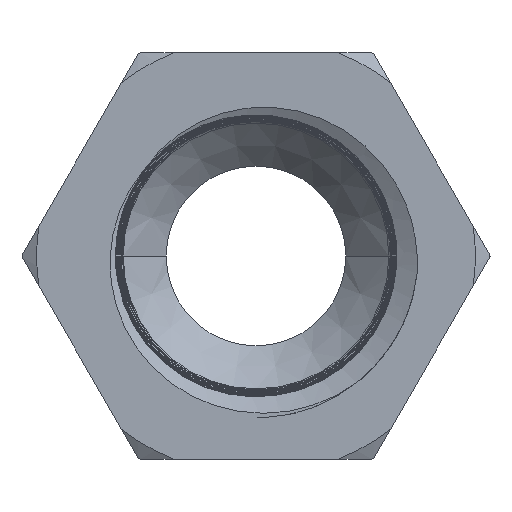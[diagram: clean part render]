
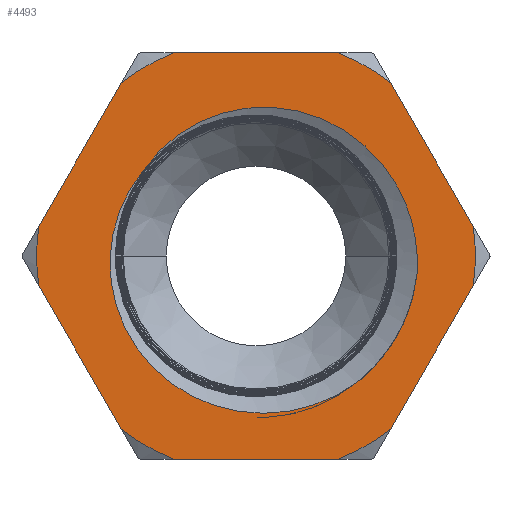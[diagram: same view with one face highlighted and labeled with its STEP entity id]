
A CAD part, left-side view. The second image highlights one B-rep face of the part: STEP entity #4493.
In plain terms, the highlighted planar face has unit normal (-1, 0, 0).
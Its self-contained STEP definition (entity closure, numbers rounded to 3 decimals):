
#121=DIRECTION('',(0.,-0.5,0.866));
#122=VECTOR('',#121,10.973);
#123=CARTESIAN_POINT('',(0.,14.391,1.974));
#124=LINE('',#123,#122);
#125=CARTESIAN_POINT('',(0.,0.,0.));
#126=DIRECTION('',(-1.,0.,0.));
#127=DIRECTION('',(0.,0.378,0.926));
#128=AXIS2_PLACEMENT_3D('',#125,#126,#127);
#130=DIRECTION('',(0.,-1.,0.));
#131=VECTOR('',#130,10.973);
#132=CARTESIAN_POINT('',(0.,5.487,13.45));
#133=LINE('',#132,#131);
#134=CARTESIAN_POINT('',(0.,0.,0.));
#135=DIRECTION('',(-1.,0.,0.));
#136=DIRECTION('',(0.,-0.613,0.79));
#137=AXIS2_PLACEMENT_3D('',#134,#135,#136);
#139=DIRECTION('',(0.,-0.5,-0.866));
#140=VECTOR('',#139,10.973);
#141=CARTESIAN_POINT('',(0.,-8.905,11.476));
#142=LINE('',#141,#140);
#143=DIRECTION('',(0.,0.5,-0.866));
#144=VECTOR('',#143,10.973);
#145=CARTESIAN_POINT('',(0.,-14.391,-1.974));
#146=LINE('',#145,#144);
#147=CARTESIAN_POINT('',(0.,0.,0.));
#148=DIRECTION('',(-1.,0.,0.));
#149=DIRECTION('',(0.,-0.378,-0.926));
#150=AXIS2_PLACEMENT_3D('',#147,#148,#149);
#152=DIRECTION('',(0.,1.,0.));
#153=VECTOR('',#152,10.973);
#154=CARTESIAN_POINT('',(0.,-5.487,-13.45));
#155=LINE('',#154,#153);
#156=CARTESIAN_POINT('',(0.,0.,0.));
#157=DIRECTION('',(-1.,0.,0.));
#158=DIRECTION('',(0.,0.613,-0.79));
#159=AXIS2_PLACEMENT_3D('',#156,#157,#158);
#161=DIRECTION('',(0.,0.5,0.866));
#162=VECTOR('',#161,10.973);
#163=CARTESIAN_POINT('',(0.,8.905,-11.476));
#164=LINE('',#163,#162);
#165=CARTESIAN_POINT('',(0.,7.401,5.732));
#166=CARTESIAN_POINT('',(0.,7.129,6.128));
#167=CARTESIAN_POINT('',(0.,6.53,6.872));
#168=CARTESIAN_POINT('',(0.,5.446,7.859));
#169=CARTESIAN_POINT('',(0.,4.224,8.668));
#170=CARTESIAN_POINT('',(0.,2.884,9.286));
#171=CARTESIAN_POINT('',(0.,1.451,9.697));
#172=CARTESIAN_POINT('',(0.,-0.027,9.885));
#173=CARTESIAN_POINT('',(0.,-1.533,9.847));
#174=CARTESIAN_POINT('',(0.,-3.024,9.58));
#175=CARTESIAN_POINT('',(0.,-4.464,9.09));
#176=CARTESIAN_POINT('',(0.,-5.827,8.38));
#177=CARTESIAN_POINT('',(0.,-7.07,7.471));
#178=CARTESIAN_POINT('',(0.,-8.156,6.394));
#179=CARTESIAN_POINT('',(0.,-9.034,5.218));
#180=CARTESIAN_POINT('',(0.,-9.674,4.064));
#181=CARTESIAN_POINT('',(0.,-10.119,2.976));
#182=CARTESIAN_POINT('',(0.,-10.422,1.931));
#183=CARTESIAN_POINT('',(0.,-10.612,0.911));
#184=CARTESIAN_POINT('',(0.,-10.702,-0.124));
#185=CARTESIAN_POINT('',(0.,-10.694,-0.821));
#186=CARTESIAN_POINT('',(0.,-10.673,-1.171));
#188=CARTESIAN_POINT('',(0.,0.,0.));
#189=DIRECTION('',(-1.,0.,0.));
#190=DIRECTION('',(0.,0.791,0.612));
#191=AXIS2_PLACEMENT_3D('',#188,#189,#190);
#193=CARTESIAN_POINT('',(0.,-6.751,-8.34));
#194=CARTESIAN_POINT('',(0.,-6.294,-8.678));
#195=CARTESIAN_POINT('',(0.,-5.344,-9.269));
#196=CARTESIAN_POINT('',(0.,-3.803,-9.921));
#197=CARTESIAN_POINT('',(0.,-2.175,-10.322));
#198=CARTESIAN_POINT('',(0.,-0.531,-10.46));
#199=CARTESIAN_POINT('',(0.,1.125,-10.337));
#200=CARTESIAN_POINT('',(0.,2.717,-9.958));
#201=CARTESIAN_POINT('',(0.,4.228,-9.334));
#202=CARTESIAN_POINT('',(0.,5.616,-8.479));
#203=CARTESIAN_POINT('',(0.,6.833,-7.43));
#204=CARTESIAN_POINT('',(0.,7.873,-6.194));
#205=CARTESIAN_POINT('',(0.,8.689,-4.831));
#206=CARTESIAN_POINT('',(0.,9.279,-3.351));
#207=CARTESIAN_POINT('',(0.,9.619,-1.81));
#208=CARTESIAN_POINT('',(0.,9.709,-0.246));
#209=CARTESIAN_POINT('',(0.,9.545,1.311));
#210=CARTESIAN_POINT('',(0.,9.139,2.8));
#211=CARTESIAN_POINT('',(0.,8.494,4.21));
#212=CARTESIAN_POINT('',(0.,7.929,5.051));
#213=CARTESIAN_POINT('',(0.,7.611,5.45));
#215=CARTESIAN_POINT('',(0.,-10.673,-1.171));
#216=CARTESIAN_POINT('',(0.,-10.62,-1.653));
#217=CARTESIAN_POINT('',(0.,-10.45,-2.593));
#218=CARTESIAN_POINT('',(0.,-10.02,-3.937));
#219=CARTESIAN_POINT('',(0.,-9.425,-5.198));
#220=CARTESIAN_POINT('',(0.,-8.679,-6.364));
#221=CARTESIAN_POINT('',(0.,-7.792,-7.422));
#222=CARTESIAN_POINT('',(0.,-7.113,-8.048));
#223=CARTESIAN_POINT('',(0.,-6.751,-8.34));
#239=CARTESIAN_POINT('',(0.,0.,0.));
#240=DIRECTION('',(-1.,0.,0.));
#241=DIRECTION('',(0.,0.991,0.136));
#242=AXIS2_PLACEMENT_3D('',#239,#240,#241);
#265=CARTESIAN_POINT('',(0.,0.,0.));
#266=DIRECTION('',(-1.,0.,0.));
#267=DIRECTION('',(0.,-0.991,-0.136));
#268=AXIS2_PLACEMENT_3D('',#265,#266,#267);
#4226=CARTESIAN_POINT('',(0.,8.905,-11.476));
#4227=CARTESIAN_POINT('',(0.,5.487,-13.45));
#4228=VERTEX_POINT('',#4226);
#4229=VERTEX_POINT('',#4227);
#4230=CARTESIAN_POINT('',(0.,-5.487,-13.45));
#4231=CARTESIAN_POINT('',(0.,-8.905,-11.476));
#4232=VERTEX_POINT('',#4230);
#4233=VERTEX_POINT('',#4231);
#4234=CARTESIAN_POINT('',(0.,-8.905,11.476));
#4235=CARTESIAN_POINT('',(0.,-5.487,13.45));
#4236=VERTEX_POINT('',#4234);
#4237=VERTEX_POINT('',#4235);
#4238=CARTESIAN_POINT('',(0.,5.487,13.45));
#4239=CARTESIAN_POINT('',(0.,8.905,11.476));
#4240=VERTEX_POINT('',#4238);
#4241=VERTEX_POINT('',#4239);
#4258=CARTESIAN_POINT('',(0.,14.391,-1.974));
#4259=VERTEX_POINT('',#4258);
#4260=CARTESIAN_POINT('',(0.,14.391,1.974));
#4261=VERTEX_POINT('',#4260);
#4262=CARTESIAN_POINT('',(0.,-14.391,1.974));
#4263=VERTEX_POINT('',#4262);
#4264=CARTESIAN_POINT('',(0.,-14.391,-1.974));
#4265=VERTEX_POINT('',#4264);
#4312=VERTEX_POINT('',#165);
#4313=VERTEX_POINT('',#186);
#4314=VERTEX_POINT('',#223);
#4315=VERTEX_POINT('',#213);
#4452=CARTESIAN_POINT('',(0.,0.,0.));
#4453=DIRECTION('',(1.,0.,0.));
#4454=DIRECTION('',(0.,0.,-1.));
#4455=AXIS2_PLACEMENT_3D('',#4452,#4453,#4454);
#4456=PLANE('',#4455);
#4458=ORIENTED_EDGE('',*,*,#4457,.F.);
#4460=ORIENTED_EDGE('',*,*,#4459,.T.);
#4462=ORIENTED_EDGE('',*,*,#4461,.F.);
#4464=ORIENTED_EDGE('',*,*,#4463,.T.);
#4466=ORIENTED_EDGE('',*,*,#4465,.F.);
#4468=ORIENTED_EDGE('',*,*,#4467,.T.);
#4470=ORIENTED_EDGE('',*,*,#4469,.F.);
#4472=ORIENTED_EDGE('',*,*,#4471,.T.);
#4474=ORIENTED_EDGE('',*,*,#4473,.F.);
#4476=ORIENTED_EDGE('',*,*,#4475,.T.);
#4478=ORIENTED_EDGE('',*,*,#4477,.F.);
#4480=ORIENTED_EDGE('',*,*,#4479,.T.);
#4481=EDGE_LOOP('',(#4458,#4460,#4462,#4464,#4466,#4468,#4470,#4472,#4474,#4476,
#4478,#4480));
#4482=FACE_OUTER_BOUND('',#4481,.F.);
#4484=ORIENTED_EDGE('',*,*,#4483,.F.);
#4486=ORIENTED_EDGE('',*,*,#4485,.T.);
#4488=ORIENTED_EDGE('',*,*,#4487,.F.);
#4490=ORIENTED_EDGE('',*,*,#4489,.F.);
#4491=EDGE_LOOP('',(#4484,#4486,#4488,#4490));
#4492=FACE_BOUND('',#4491,.F.);
#129=CIRCLE('',#128,14.526);
#138=CIRCLE('',#137,14.526);
#151=CIRCLE('',#150,14.526);
#160=CIRCLE('',#159,14.526);
#187=B_SPLINE_CURVE_WITH_KNOTS('',3,(#165,#166,#167,#168,#169,#170,#171,#172,
#173,#174,#175,#176,#177,#178,#179,#180,#181,#182,#183,#184,#185,#186),
.UNSPECIFIED.,.F.,.F.,(4,1,1,1,1,1,1,1,1,1,1,1,1,1,1,1,1,1,1,4),(0.,
0.053,0.105,0.158,0.211,
0.263,0.316,0.368,0.421,
0.474,0.526,0.579,0.632,
0.684,0.737,0.789,0.842,
0.895,0.947,1.),.UNSPECIFIED.);
#192=CIRCLE('',#191,9.361);
#214=B_SPLINE_CURVE_WITH_KNOTS('',3,(#193,#194,#195,#196,#197,#198,#199,#200,
#201,#202,#203,#204,#205,#206,#207,#208,#209,#210,#211,#212,#213),.UNSPECIFIED.,
.F.,.F.,(4,1,1,1,1,1,1,1,1,1,1,1,1,1,1,1,1,1,4),(0.,0.056,
0.111,0.167,0.222,0.278,
0.333,0.389,0.444,0.5,0.556,
0.611,0.667,0.722,0.778,
0.833,0.889,0.944,1.),.UNSPECIFIED.);
#224=B_SPLINE_CURVE_WITH_KNOTS('',3,(#215,#216,#217,#218,#219,#220,#221,#222,
#223),.UNSPECIFIED.,.F.,.F.,(4,1,1,1,1,1,4),(0.,0.167,
0.333,0.5,0.667,0.833,1.),
.UNSPECIFIED.);
#243=CIRCLE('',#242,14.526);
#269=CIRCLE('',#268,14.526);
#4457=EDGE_CURVE('',#4261,#4259,#243,.T.);
#4459=EDGE_CURVE('',#4261,#4241,#124,.T.);
#4461=EDGE_CURVE('',#4240,#4241,#129,.T.);
#4463=EDGE_CURVE('',#4240,#4237,#133,.T.);
#4465=EDGE_CURVE('',#4236,#4237,#138,.T.);
#4467=EDGE_CURVE('',#4236,#4263,#142,.T.);
#4469=EDGE_CURVE('',#4265,#4263,#269,.T.);
#4471=EDGE_CURVE('',#4265,#4233,#146,.T.);
#4473=EDGE_CURVE('',#4232,#4233,#151,.T.);
#4475=EDGE_CURVE('',#4232,#4229,#155,.T.);
#4477=EDGE_CURVE('',#4228,#4229,#160,.T.);
#4479=EDGE_CURVE('',#4228,#4259,#164,.T.);
#4483=EDGE_CURVE('',#4312,#4313,#187,.T.);
#4485=EDGE_CURVE('',#4312,#4315,#192,.T.);
#4487=EDGE_CURVE('',#4314,#4315,#214,.T.);
#4489=EDGE_CURVE('',#4313,#4314,#224,.T.);
#4493=ADVANCED_FACE('',(#4482,#4492),#4456,.F.);
